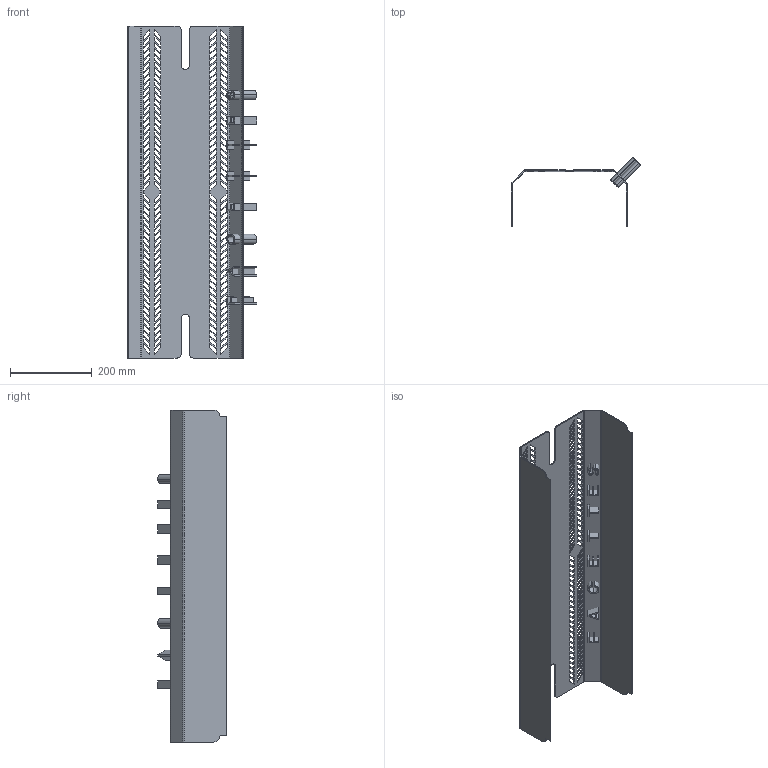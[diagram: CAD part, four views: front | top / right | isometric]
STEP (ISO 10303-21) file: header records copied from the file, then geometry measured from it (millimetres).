
FILE_DESCRIPTION(/* description */ (''),/* implementation_level */ '2;1');
FILE_NAME(/* name */ '16078849-b61c-4d4b-99d7-d8f43f26462f.stp',/* time_stamp */ '2018-09-26T16:12:12+02:00',/* author */ (''),/* organization */ (''),/* preprocessor_version */ 'ST-DEVELOPER v17.2',/* originating_system */ 'Autodesk Translation Framework v7.6.0.251',/* authorisation */ '');
FILE_SCHEMA (('AUTOMOTIVE_DESIGN { 1 0 10303 214 3 1 1 }'));
Length unit declared in the file: millimetre
Products named in the file (1): LAMP FACETTES
Bounding box: 316.76 x 167.42 x 813.2 mm (x, y, z)
Volume: 1059731.9 mm3; surface area: 875120.8 mm2
Topology: 9 solids, 9 shells, 967 faces, 2815 edges, 1866 vertices
Faces by surface type: plane 925, bspline 22, cylinder 20
Entity records: 32148 total; most frequent: CARTESIAN_POINT 5935, ORIENTED_EDGE 5630, DIRECTION 4703, EDGE_CURVE 2815, LINE 2731, VECTOR 2731, VERTEX_POINT 1866, EDGE_LOOP 1369
